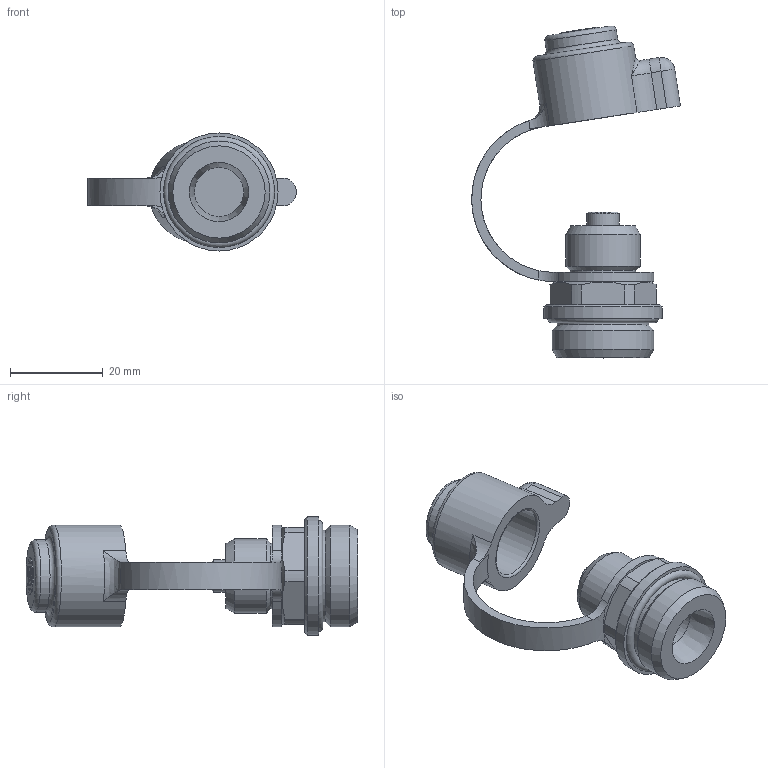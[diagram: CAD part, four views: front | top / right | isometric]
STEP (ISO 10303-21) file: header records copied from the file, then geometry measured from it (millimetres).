
FILE_DESCRIPTION(( 'VTF.91.00.M22X1.5.stp' ), '1');
FILE_NAME( 'VTF.91.00.M22X1.5.stp', '2021-02-19T15:58:13',( 'Sopra'),('sopra-pneumatic.com'), 'SwSTEP 2.0','SolidWorks 2009','' );
FILE_SCHEMA( ( 'CONFIG_CONTROL_DESIGN' ) );
Length unit declared in the file: millimetre
Products named in the file (1): Rivoluzione1
Bounding box: 45.06 x 71.68 x 25.5 mm (x, y, z)
Volume: 13589.1 mm3; surface area: 7052.5 mm2
Topology: 1 solids, 1 shells, 138 faces, 350 edges, 223 vertices
Faces by surface type: plane 43, bspline 40, cylinder 34, torus 11, cone 10
Full cylindrical faces by diameter (mm): 4 x1, 7 x1, 10 x1, 10.6 x1, 14.2 x1, 15 x1, 15.6 x1, 16 x1, 19.8 x1, 22 x2, 25.5 x1
Entity records: 5665 total; most frequent: CARTESIAN_POINT 2724, ORIENTED_EDGE 620, DIRECTION 495, EDGE_CURVE 310, VERTEX_POINT 217, AXIS2_PLACEMENT_3D 187, EDGE_LOOP 181, FACE_OUTER_BOUND 158
